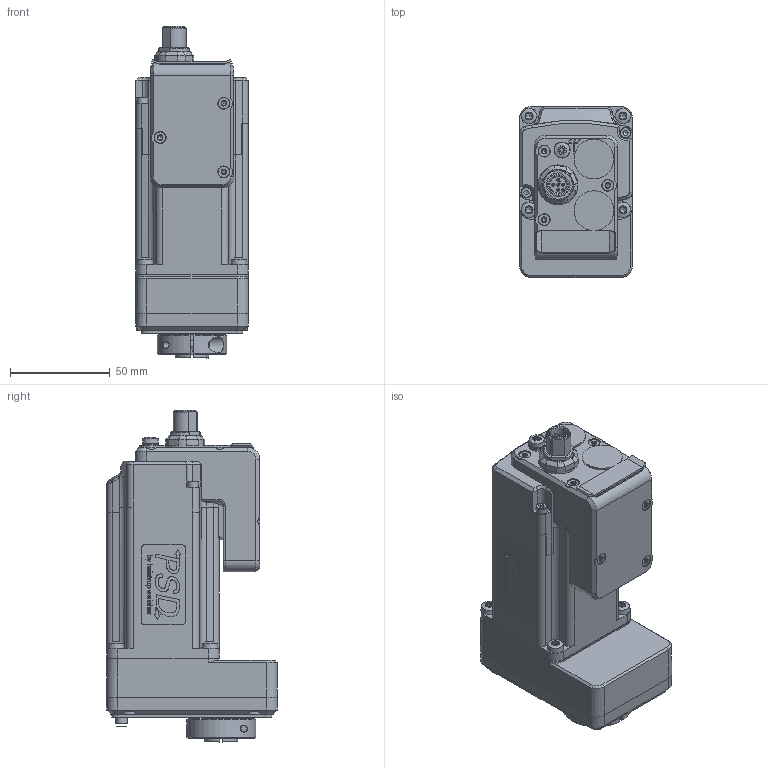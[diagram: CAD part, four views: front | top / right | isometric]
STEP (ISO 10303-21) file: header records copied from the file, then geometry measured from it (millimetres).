
FILE_DESCRIPTION(/* description */ (''),/* implementation_level */ '2;1');
FILE_NAME(/* name */ '7300.016483A.stp',/* time_stamp */ '2020-08-10T11:36:45+02:00',/* author */ ('pmilde'),/* organization */ (''),/* preprocessor_version */ 'ST-DEVELOPER v17',/* originating_system */ 'Autodesk Inventor 2018',/* authorisation */ '');
FILE_SCHEMA (('AUTOMOTIVE_DESIGN { 1 0 10303 214 3 1 1 }'));
Products named in the file (1): ENG-105220
Bounding box: 56.8 x 85.92 x 166.8 mm (x, y, z)
Volume: 489393.9 mm3; surface area: 52994.1 mm2
Topology: 4 solids, 4 shells, 1859 faces, 5163 edges, 3395 vertices
Faces by surface type: plane 805, bspline 440, cylinder 379, cone 191, torus 30, sphere 14
Full cylindrical faces by diameter (mm): 0.6 x3, 0.8 x5, 1 x3, 1.4 x4, 2.693 x4, 3 x4, 3.2 x4, 3.459 x1, 3.5 x2, 4 x1, 4.5 x1, 5.5 x2, 5.6 x6, 6 x8, 7 x2, 8 x2, 8.3 x1, 10.4 x1, 14 x1, 14.2 x1, 17 x1, 20 x2, 38.1 x1, 39 x1
Entity records: 68807 total; most frequent: CARTESIAN_POINT 22642, ORIENTED_EDGE 10266, DIRECTION 7552, EDGE_CURVE 5133, VERTEX_POINT 3395, LINE 2578, VECTOR 2578, AXIS2_PLACEMENT_3D 2487
